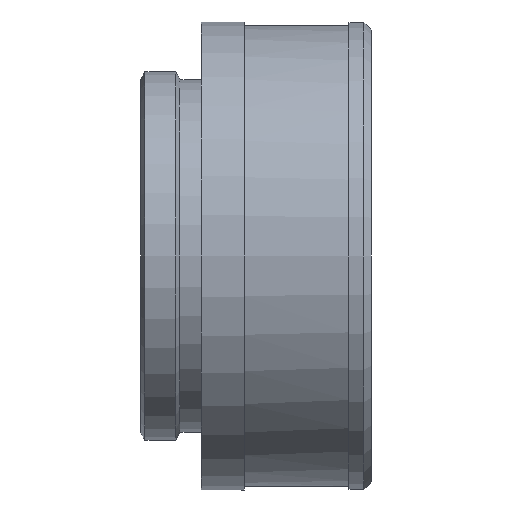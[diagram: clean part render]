
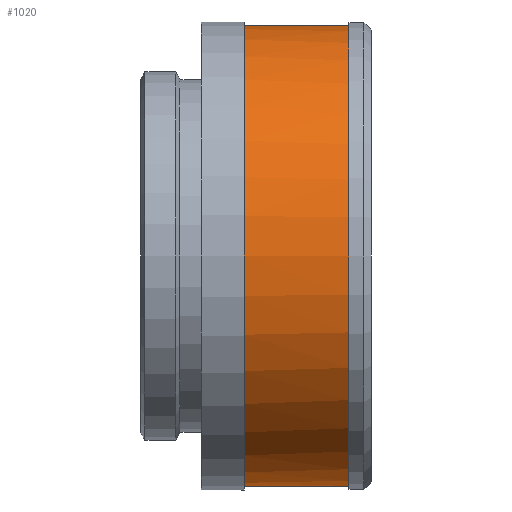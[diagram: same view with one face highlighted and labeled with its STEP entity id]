
A CAD part, left-side view. The second image highlights one B-rep face of the part: STEP entity #1020.
In plain terms, the highlighted cylindrical face has radius 15.621 mm (diameter 31.242 mm), a partial arc.
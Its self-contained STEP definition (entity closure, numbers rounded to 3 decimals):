
#81 = DIRECTION ( 'NONE',  ( 0., 0., 1. ) ) ;
#82 = DIRECTION ( 'NONE',  ( 0., 1., 0. ) ) ;
#83 = CARTESIAN_POINT ( 'NONE',  ( 0., -2.296, 0. ) ) ;
#125 = DIRECTION ( 'NONE',  ( 0., 1., 0. ) ) ;
#131 = LINE ( 'NONE', #141, #439 ) ;
#133 = DIRECTION ( 'NONE',  ( 0., 1., 0. ) ) ;
#140 = LINE ( 'NONE', #143, #440 ) ;
#141 = CARTESIAN_POINT ( 'NONE',  ( 0., 0., 15.621 ) ) ;
#143 = CARTESIAN_POINT ( 'NONE',  ( 0., 0., -15.621 ) ) ;
#388 = AXIS2_PLACEMENT_3D ( 'NONE', #934, #932, #931 ) ;
#390 = AXIS2_PLACEMENT_3D ( 'NONE', #941, #940, #939 ) ;
#391 = CIRCLE ( 'NONE', #388, 15.621 ) ;
#392 = AXIS2_PLACEMENT_3D ( 'NONE', #949, #948, #945 ) ;
#393 = CIRCLE ( 'NONE', #390, 15.621 ) ;
#395 = CIRCLE ( 'NONE', #392, 15.621 ) ;
#412 = AXIS2_PLACEMENT_3D ( 'NONE', #83, #82, #81 ) ;
#414 = CIRCLE ( 'NONE', #412, 15.621 ) ;
#439 = VECTOR ( 'NONE', #125, 1000. ) ;
#440 = VECTOR ( 'NONE', #133, 1000. ) ;
#531 = AXIS2_PLACEMENT_3D ( 'NONE', #1248, #1255, #1245 ) ;
#546 = ORIENTED_EDGE ( 'NONE', *, *, #1074, .F. ) ;
#551 = ORIENTED_EDGE ( 'NONE', *, *, #1106, .T. ) ;
#552 = ORIENTED_EDGE ( 'NONE', *, *, #1090, .T. ) ;
#553 = ORIENTED_EDGE ( 'NONE', *, *, #1107, .T. ) ;
#554 = ORIENTED_EDGE ( 'NONE', *, *, #1076, .T. ) ;
#555 = ORIENTED_EDGE ( 'NONE', *, *, #1105, .F. ) ;
#583 = EDGE_LOOP ( 'NONE', ( #546, #551, #552, #553, #554, #555 ) ) ;
#831 = VERTEX_POINT ( 'NONE', #1363 ) ;
#848 = VERTEX_POINT ( 'NONE', #1344 ) ;
#850 = VERTEX_POINT ( 'NONE', #1340 ) ;
#851 = VERTEX_POINT ( 'NONE', #1339 ) ;
#859 = VERTEX_POINT ( 'NONE', #1329 ) ;
#869 = VERTEX_POINT ( 'NONE', #1317 ) ;
#931 = DIRECTION ( 'NONE',  ( 0., 0., -1. ) ) ;
#932 = DIRECTION ( 'NONE',  ( 0., 1., 0. ) ) ;
#934 = CARTESIAN_POINT ( 'NONE',  ( 0., -2.296, 0. ) ) ;
#939 = DIRECTION ( 'NONE',  ( 0., 0., -1. ) ) ;
#940 = DIRECTION ( 'NONE',  ( 0., 1., 0. ) ) ;
#941 = CARTESIAN_POINT ( 'NONE',  ( 0., -2.296, 0. ) ) ;
#945 = DIRECTION ( 'NONE',  ( 0., 0., 1. ) ) ;
#948 = DIRECTION ( 'NONE',  ( 0., 1., 0. ) ) ;
#949 = CARTESIAN_POINT ( 'NONE',  ( 0., 4.816, 0. ) ) ;
#1020 = ADVANCED_FACE ( 'NONE', ( #1251 ), #1253, .T. ) ;
#1074 = EDGE_CURVE ( 'NONE', #848, #851, #140, .T. ) ;
#1076 = EDGE_CURVE ( 'NONE', #831, #850, #131, .T. ) ;
#1090 = EDGE_CURVE ( 'NONE', #859, #869, #414, .T. ) ;
#1105 = EDGE_CURVE ( 'NONE', #851, #850, #395, .T. ) ;
#1106 = EDGE_CURVE ( 'NONE', #848, #859, #393, .T. ) ;
#1107 = EDGE_CURVE ( 'NONE', #869, #831, #391, .T. ) ;
#1245 = DIRECTION ( 'NONE',  ( 0., 0., 1. ) ) ;
#1248 = CARTESIAN_POINT ( 'NONE',  ( 0., 0., 0. ) ) ;
#1251 = FACE_OUTER_BOUND ( 'NONE', #583, .T. ) ;
#1253 = CYLINDRICAL_SURFACE ( 'NONE', #531, 15.621 ) ;
#1255 = DIRECTION ( 'NONE',  ( 0., 1., 0. ) ) ;
#1317 = CARTESIAN_POINT ( 'NONE',  ( -0.762, -2.296, 15.602 ) ) ;
#1329 = CARTESIAN_POINT ( 'NONE',  ( -0.762, -2.296, -15.602 ) ) ;
#1339 = CARTESIAN_POINT ( 'NONE',  ( 0., 4.816, -15.621 ) ) ;
#1340 = CARTESIAN_POINT ( 'NONE',  ( 0., 4.816, 15.621 ) ) ;
#1344 = CARTESIAN_POINT ( 'NONE',  ( 0., -2.296, -15.621 ) ) ;
#1363 = CARTESIAN_POINT ( 'NONE',  ( 0., -2.296, 15.621 ) ) ;
